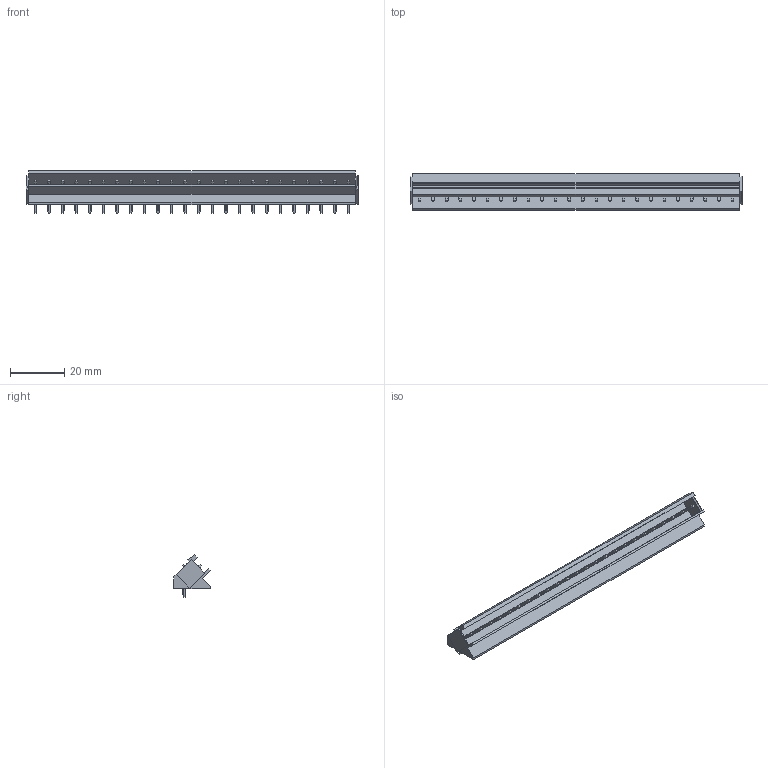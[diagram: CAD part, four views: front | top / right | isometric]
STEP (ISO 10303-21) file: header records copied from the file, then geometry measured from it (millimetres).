
FILE_DESCRIPTION(('CATIA V5 STEP Exchange','CAx-IF Rec.Pracs.--- Model Styling and Organization---1.2---2011-12-15'),'2;1');
FILE_NAME ('D1453889_0_1630700000_1630700000.stp','2018-10-12T14:39:40+00:00',('none'),('Weidmueller'),'CATIA Version 5-6 Release 2014','CATIA V5 STEP AP214','none');
FILE_SCHEMA(('AUTOMOTIVE_DESIGN { 1 0 10303 214 1 1 1 1 }'));
Length unit declared in the file: millimetre
Products named in the file (1): 1630700000
Bounding box: 122 x 13.3 x 15.63 mm (x, y, z)
Volume: 7260.1 mm3; surface area: 9716.4 mm2
Topology: 25 solids, 25 shells, 954 faces, 2516 edges, 1612 vertices
Faces by surface type: plane 568, cylinder 386
Entity records: 34314 total; most frequent: CARTESIAN_POINT 13200, ORIENTED_EDGE 5032, DIRECTION 3186, EDGE_CURVE 2516, VECTOR 1744, LINE 1744, VERTEX_POINT 1612, EDGE_LOOP 1002
